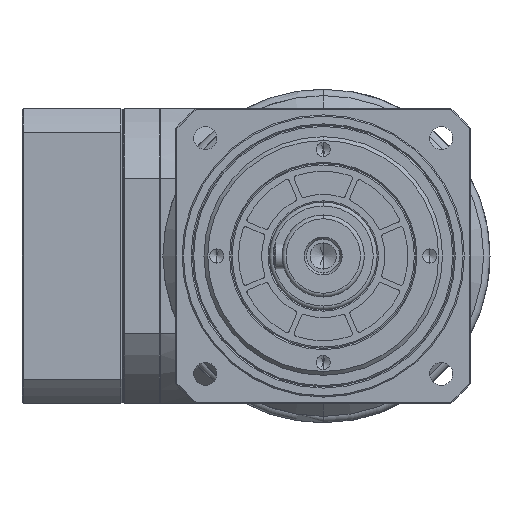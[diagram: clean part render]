
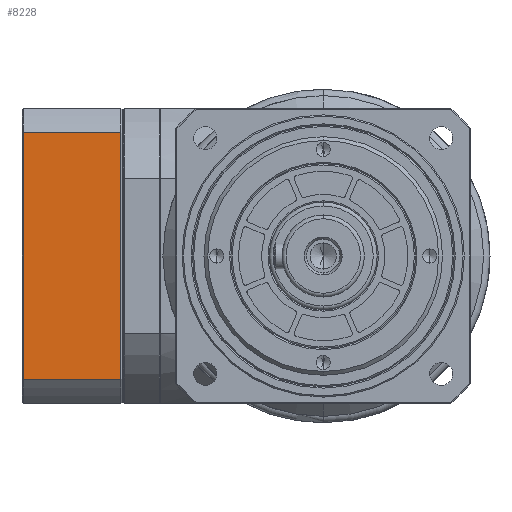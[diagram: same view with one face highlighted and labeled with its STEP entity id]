
A CAD part, left-side view. The second image highlights one B-rep face of the part: STEP entity #8228.
In plain terms, the highlighted face is planar.
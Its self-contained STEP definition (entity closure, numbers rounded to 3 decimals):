
#6307=DIRECTION('',(-1.,0.,0.));
#6308=VECTOR('',#6307,38.);
#6309=CARTESIAN_POINT('',(38.5,-48.153,57.5));
#6310=LINE('',#6309,#6308);
#6385=CARTESIAN_POINT('',(38.5,48.153,57.5));
#6392=DIRECTION('',(1.,0.,0.));
#6393=VECTOR('',#6392,38.);
#6394=CARTESIAN_POINT('',(0.5,48.153,57.5));
#6395=LINE('',#6394,#6393);
#6404=DIRECTION('',(0.,-1.,0.));
#6405=VECTOR('',#6404,96.307);
#6406=CARTESIAN_POINT('',(38.5,48.153,57.5));
#6407=LINE('',#6406,#6405);
#6408=DIRECTION('',(0.,1.,0.));
#6409=VECTOR('',#6408,96.307);
#6410=CARTESIAN_POINT('',(0.5,-48.153,57.5));
#6411=LINE('',#6410,#6409);
#7636=CARTESIAN_POINT('',(0.5,48.153,57.5));
#7638=VERTEX_POINT('',#7636);
#7644=CARTESIAN_POINT('',(38.5,-48.153,57.5));
#7645=CARTESIAN_POINT('',(0.5,-48.153,57.5));
#7646=VERTEX_POINT('',#7644);
#7647=VERTEX_POINT('',#7645);
#7750=VERTEX_POINT('',#6385);
#8215=CARTESIAN_POINT('',(0.,-57.5,57.5));
#8216=DIRECTION('',(0.,0.,1.));
#8217=DIRECTION('',(1.,0.,0.));
#8218=AXIS2_PLACEMENT_3D('',#8215,#8216,#8217);
#8219=PLANE('',#8218);
#8220=ORIENTED_EDGE('',*,*,#8205,.T.);
#8222=ORIENTED_EDGE('',*,*,#8221,.T.);
#8223=ORIENTED_EDGE('',*,*,#8096,.T.);
#8225=ORIENTED_EDGE('',*,*,#8224,.T.);
#8226=EDGE_LOOP('',(#8220,#8222,#8223,#8225));
#8227=FACE_OUTER_BOUND('',#8226,.F.);
#8228=ADVANCED_FACE('',(#8227),#8219,.T.);
#8096=EDGE_CURVE('',#7646,#7647,#6310,.T.);
#8205=EDGE_CURVE('',#7638,#7750,#6395,.T.);
#8221=EDGE_CURVE('',#7750,#7646,#6407,.T.);
#8224=EDGE_CURVE('',#7647,#7638,#6411,.T.);
